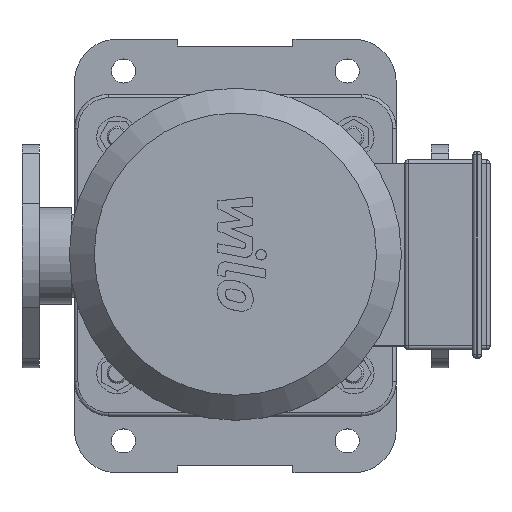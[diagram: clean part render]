
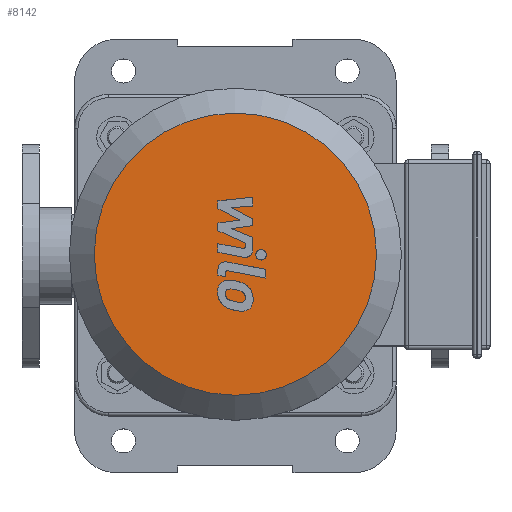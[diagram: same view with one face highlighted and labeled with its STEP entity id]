
A CAD part, top view. The second image highlights one B-rep face of the part: STEP entity #8142.
In plain terms, the highlighted planar face has unit normal (0, 0, 1).
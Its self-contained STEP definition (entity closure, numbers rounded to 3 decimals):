
#1589=PLANE('',#8874);
#2265=FACE_OUTER_BOUND('',#2814,.T.);
#2814=EDGE_LOOP('',(#7143));
#3371=CIRCLE('',#8871,82.025);
#4081=VERTEX_POINT('',#14646);
#5132=EDGE_CURVE('',#4081,#4081,#3371,.T.);
#7143=ORIENTED_EDGE('',*,*,#5132,.F.);
#8142=ADVANCED_FACE('',(#2265),#1589,.F.);
#8871=AXIS2_PLACEMENT_3D('',#14647,#10780,#10781);
#8874=AXIS2_PLACEMENT_3D('',#14651,#10786,#10787);
#10780=DIRECTION('center_axis',(0.,0.,-1.));
#10781=DIRECTION('ref_axis',(-1.,0.,0.));
#10786=DIRECTION('center_axis',(0.,0.,-1.));
#10787=DIRECTION('ref_axis',(-1.,0.,0.));
#14646=CARTESIAN_POINT('',(82.025,0.,612.5));
#14647=CARTESIAN_POINT('Origin',(0.,0.,612.5));
#14651=CARTESIAN_POINT('Origin',(0.,0.,612.5));
